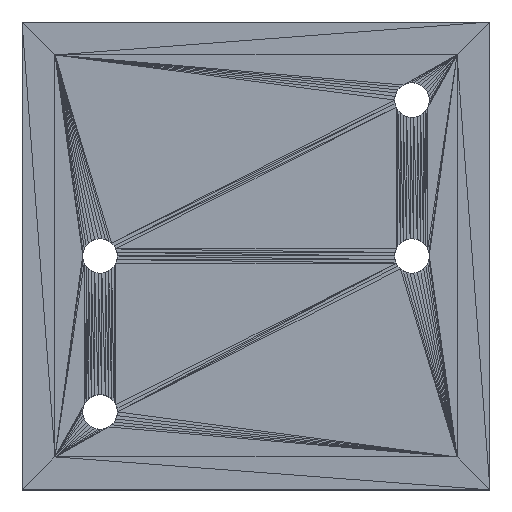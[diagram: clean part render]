
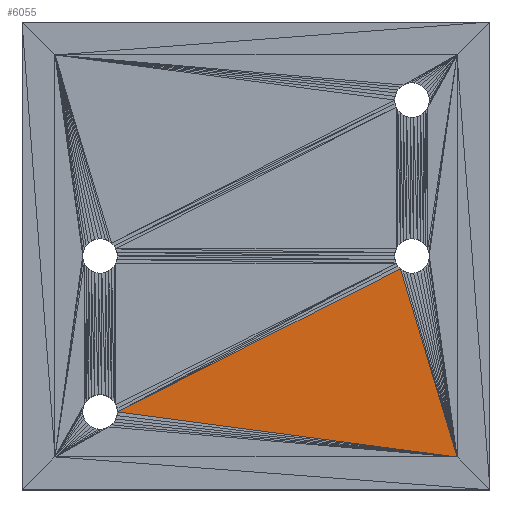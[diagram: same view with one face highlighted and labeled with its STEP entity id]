
A CAD part, top view. The second image highlights one B-rep face of the part: STEP entity #6055.
In plain terms, the highlighted planar face has unit normal (0, 0, 1).
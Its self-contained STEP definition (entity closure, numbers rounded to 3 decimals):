
#101 = VERTEX_POINT('',#102);
#102 = CARTESIAN_POINT('',(11.6,-11.6,0.5));
#177 = EDGE_CURVE('',#178,#180,#182,.T.);
#178 = VERTEX_POINT('',#179);
#179 = CARTESIAN_POINT('',(-8.,-9.,0.5));
#180 = VERTEX_POINT('',#181);
#181 = CARTESIAN_POINT('',(8.331,-0.743,0.5));
#182 = LINE('',#183,#184);
#183 = CARTESIAN_POINT('',(-8.,-9.,0.5));
#184 = VECTOR('',#185,1.);
#185 = DIRECTION('',(0.892,0.451,0.));
#6022 = EDGE_CURVE('',#180,#101,#6023,.T.);
#6023 = LINE('',#6024,#6025);
#6024 = CARTESIAN_POINT('',(8.331,-0.743,0.5));
#6025 = VECTOR('',#6026,1.);
#6026 = DIRECTION('',(0.288,-0.958,0.));
#6055 = ADVANCED_FACE('',(#6056),#6066,.T.);
#6056 = FACE_BOUND('',#6057,.T.);
#6057 = EDGE_LOOP('',(#6058,#6059,#6065));
#6058 = ORIENTED_EDGE('',*,*,#177,.F.);
#6059 = ORIENTED_EDGE('',*,*,#6060,.T.);
#6060 = EDGE_CURVE('',#178,#101,#6061,.T.);
#6061 = LINE('',#6062,#6063);
#6062 = CARTESIAN_POINT('',(-8.,-9.,0.5));
#6063 = VECTOR('',#6064,1.);
#6064 = DIRECTION('',(0.991,-0.132,0.));
#6065 = ORIENTED_EDGE('',*,*,#6022,.F.);
#6066 = PLANE('',#6067);
#6067 = AXIS2_PLACEMENT_3D('',#6068,#6069,#6070);
#6068 = CARTESIAN_POINT('',(3.068,-7.342,0.5));
#6069 = DIRECTION('',(0.,0.,1.));
#6070 = DIRECTION('',(1.,0.,-0.));
